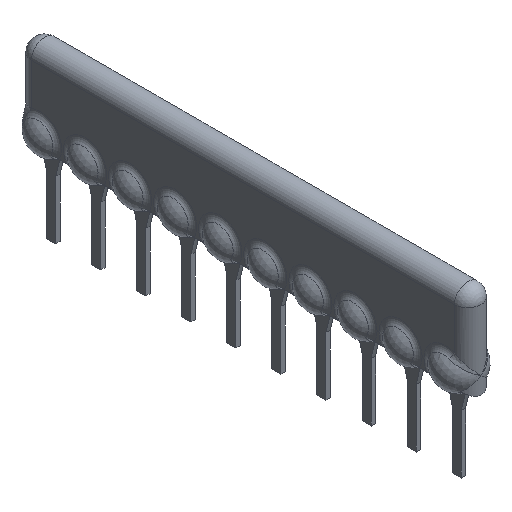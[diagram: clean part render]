
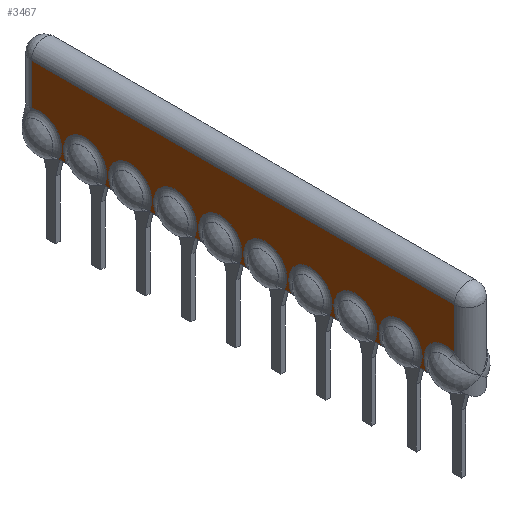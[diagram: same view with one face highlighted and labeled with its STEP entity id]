
A CAD part, isometric view. The second image highlights one B-rep face of the part: STEP entity #3467.
In plain terms, the highlighted planar face has unit normal (-1, 0, 0).
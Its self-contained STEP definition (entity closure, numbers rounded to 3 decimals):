
#172=CARTESIAN_POINT('',(-0.75,24.105,0.));
#173=DIRECTION('',(1.,0.,0.));
#174=DIRECTION('',(0.,0.407,0.914));
#175=AXIS2_PLACEMENT_3D('',#172,#173,#174);
#521=CARTESIAN_POINT('',(-0.75,0.75,
1.112));
#683=DIRECTION('',(0.,0.,-1.));
#684=VECTOR('',#683,2.353);
#685=CARTESIAN_POINT('',(-0.75,24.6,3.465));
#686=LINE('',#685,#684);
#687=DIRECTION('',(0.,0.,-1.));
#688=VECTOR('',#687,2.353);
#689=CARTESIAN_POINT('',(-0.75,0.75,3.465));
#690=LINE('',#689,#688);
#691=CARTESIAN_POINT('',(-0.75,1.245,0.));
#692=DIRECTION('',(1.,0.,0.));
#693=DIRECTION('',(0.,0.875,-0.484));
#694=AXIS2_PLACEMENT_3D('',#691,#692,#693);
#696=DIRECTION('',(0.,1.,0.));
#697=VECTOR('',#696,0.409);
#698=CARTESIAN_POINT('',(-0.75,2.311,-0.589));
#699=LINE('',#698,#697);
#700=DIRECTION('',(0.,1.,0.));
#701=VECTOR('',#700,0.409);
#702=CARTESIAN_POINT('',(-0.75,4.851,-0.589));
#703=LINE('',#702,#701);
#704=DIRECTION('',(0.,1.,0.));
#705=VECTOR('',#704,0.409);
#706=CARTESIAN_POINT('',(-0.75,7.391,-0.589));
#707=LINE('',#706,#705);
#708=DIRECTION('',(0.,1.,0.));
#709=VECTOR('',#708,0.409);
#710=CARTESIAN_POINT('',(-0.75,9.931,-0.589));
#711=LINE('',#710,#709);
#712=DIRECTION('',(0.,1.,0.));
#713=VECTOR('',#712,0.409);
#714=CARTESIAN_POINT('',(-0.75,12.471,-0.589));
#715=LINE('',#714,#713);
#716=DIRECTION('',(0.,1.,0.));
#717=VECTOR('',#716,0.409);
#718=CARTESIAN_POINT('',(-0.75,15.011,-0.589));
#719=LINE('',#718,#717);
#720=DIRECTION('',(0.,1.,0.));
#721=VECTOR('',#720,0.409);
#722=CARTESIAN_POINT('',(-0.75,17.551,-0.589));
#723=LINE('',#722,#721);
#724=DIRECTION('',(0.,1.,0.));
#725=VECTOR('',#724,0.409);
#726=CARTESIAN_POINT('',(-0.75,20.091,-0.589));
#727=LINE('',#726,#725);
#728=DIRECTION('',(0.,1.,0.));
#729=VECTOR('',#728,0.409);
#730=CARTESIAN_POINT('',(-0.75,22.631,-0.589));
#731=LINE('',#730,#729);
#742=DIRECTION('',(0.,1.,0.));
#743=VECTOR('',#742,23.85);
#744=CARTESIAN_POINT('',(-0.75,0.75,3.465));
#745=LINE('',#744,#743);
#756=CARTESIAN_POINT('',(-0.75,3.785,0.));
#757=DIRECTION('',(1.,0.,0.));
#758=DIRECTION('',(0.,0.875,-0.484));
#759=AXIS2_PLACEMENT_3D('',#756,#757,#758);
#912=CARTESIAN_POINT('',(-0.75,6.325,0.));
#913=DIRECTION('',(1.,0.,0.));
#914=DIRECTION('',(0.,0.875,-0.484));
#915=AXIS2_PLACEMENT_3D('',#912,#913,#914);
#1078=CARTESIAN_POINT('',(-0.75,8.865,0.));
#1079=DIRECTION('',(1.,0.,0.));
#1080=DIRECTION('',(0.,0.875,-0.484));
#1081=AXIS2_PLACEMENT_3D('',#1078,#1079,#1080);
#1239=CARTESIAN_POINT('',(-0.75,11.405,0.));
#1240=DIRECTION('',(1.,0.,0.));
#1241=DIRECTION('',(0.,0.875,-0.484));
#1242=AXIS2_PLACEMENT_3D('',#1239,#1240,#1241);
#1405=CARTESIAN_POINT('',(-0.75,13.945,0.));
#1406=DIRECTION('',(1.,0.,0.));
#1407=DIRECTION('',(0.,0.875,-0.484));
#1408=AXIS2_PLACEMENT_3D('',#1405,#1406,#1407);
#1463=CARTESIAN_POINT('',(-0.75,16.485,0.));
#1464=DIRECTION('',(1.,0.,0.));
#1465=DIRECTION('',(0.,0.875,-0.484));
#1466=AXIS2_PLACEMENT_3D('',#1463,#1464,#1465);
#1629=CARTESIAN_POINT('',(-0.75,19.025,0.));
#1630=DIRECTION('',(1.,0.,0.));
#1631=DIRECTION('',(0.,0.875,-0.484));
#1632=AXIS2_PLACEMENT_3D('',#1629,#1630,#1631);
#1795=CARTESIAN_POINT('',(-0.75,21.565,0.));
#1796=DIRECTION('',(1.,0.,0.));
#1797=DIRECTION('',(0.,0.875,-0.484));
#1798=AXIS2_PLACEMENT_3D('',#1795,#1796,#1797);
#2136=CARTESIAN_POINT('',(-0.75,0.75,3.465));
#2138=VERTEX_POINT('',#2136);
#2141=VERTEX_POINT('',#521);
#2144=CARTESIAN_POINT('',(-0.75,2.311,-0.589));
#2145=VERTEX_POINT('',#2144);
#2163=CARTESIAN_POINT('',(-0.75,4.851,-0.589));
#2164=CARTESIAN_POINT('',(-0.75,5.259,-0.589));
#2165=VERTEX_POINT('',#2163);
#2166=VERTEX_POINT('',#2164);
#2171=CARTESIAN_POINT('',(-0.75,2.719,-0.589));
#2172=VERTEX_POINT('',#2171);
#2183=CARTESIAN_POINT('',(-0.75,7.391,-0.589));
#2184=CARTESIAN_POINT('',(-0.75,7.799,-0.589));
#2185=VERTEX_POINT('',#2183);
#2186=VERTEX_POINT('',#2184);
#2187=CARTESIAN_POINT('',(-0.75,9.931,-0.589));
#2188=CARTESIAN_POINT('',(-0.75,10.339,-0.589));
#2189=VERTEX_POINT('',#2187);
#2190=VERTEX_POINT('',#2188);
#2191=CARTESIAN_POINT('',(-0.75,12.471,-0.589));
#2192=CARTESIAN_POINT('',(-0.75,12.879,-0.589));
#2193=VERTEX_POINT('',#2191);
#2194=VERTEX_POINT('',#2192);
#2195=CARTESIAN_POINT('',(-0.75,15.011,-0.589));
#2196=CARTESIAN_POINT('',(-0.75,15.419,-0.589));
#2197=VERTEX_POINT('',#2195);
#2198=VERTEX_POINT('',#2196);
#2199=CARTESIAN_POINT('',(-0.75,17.551,-0.589));
#2200=CARTESIAN_POINT('',(-0.75,17.959,-0.589));
#2201=VERTEX_POINT('',#2199);
#2202=VERTEX_POINT('',#2200);
#2203=CARTESIAN_POINT('',(-0.75,20.091,-0.589));
#2204=CARTESIAN_POINT('',(-0.75,20.499,-0.589));
#2205=VERTEX_POINT('',#2203);
#2206=VERTEX_POINT('',#2204);
#2207=CARTESIAN_POINT('',(-0.75,22.631,-0.589));
#2208=CARTESIAN_POINT('',(-0.75,23.039,-0.589));
#2209=VERTEX_POINT('',#2207);
#2210=VERTEX_POINT('',#2208);
#2543=CARTESIAN_POINT('',(-0.75,24.6,3.465));
#2544=CARTESIAN_POINT('',(-0.75,24.6,1.112));
#2545=VERTEX_POINT('',#2543);
#2546=VERTEX_POINT('',#2544);
#3429=CARTESIAN_POINT('',(-0.75,0.,-0.589));
#3430=DIRECTION('',(-1.,0.,0.));
#3431=DIRECTION('',(0.,0.,1.));
#3432=AXIS2_PLACEMENT_3D('',#3429,#3430,#3431);
#3433=PLANE('',#3432);
#3434=ORIENTED_EDGE('',*,*,#2762,.F.);
#3436=ORIENTED_EDGE('',*,*,#3435,.F.);
#3437=ORIENTED_EDGE('',*,*,#3210,.T.);
#3438=ORIENTED_EDGE('',*,*,#3420,.F.);
#3439=ORIENTED_EDGE('',*,*,#3018,.T.);
#3441=ORIENTED_EDGE('',*,*,#3440,.F.);
#3442=ORIENTED_EDGE('',*,*,#3002,.T.);
#3444=ORIENTED_EDGE('',*,*,#3443,.F.);
#3445=ORIENTED_EDGE('',*,*,#3177,.T.);
#3447=ORIENTED_EDGE('',*,*,#3446,.F.);
#3448=ORIENTED_EDGE('',*,*,#3147,.T.);
#3450=ORIENTED_EDGE('',*,*,#3449,.F.);
#3451=ORIENTED_EDGE('',*,*,#3125,.T.);
#3453=ORIENTED_EDGE('',*,*,#3452,.F.);
#3454=ORIENTED_EDGE('',*,*,#3103,.T.);
#3456=ORIENTED_EDGE('',*,*,#3455,.F.);
#3457=ORIENTED_EDGE('',*,*,#3080,.T.);
#3459=ORIENTED_EDGE('',*,*,#3458,.F.);
#3460=ORIENTED_EDGE('',*,*,#3057,.T.);
#3462=ORIENTED_EDGE('',*,*,#3461,.F.);
#3463=ORIENTED_EDGE('',*,*,#3037,.T.);
#3464=ORIENTED_EDGE('',*,*,#2862,.F.);
#3465=EDGE_LOOP('',(#3434,#3436,#3437,#3438,#3439,#3441,#3442,#3444,#3445,#3447,
#3448,#3450,#3451,#3453,#3454,#3456,#3457,#3459,#3460,#3462,#3463,#3464));
#3466=FACE_OUTER_BOUND('',#3465,.F.);
#176=CIRCLE('',#175,1.218);
#695=CIRCLE('',#694,1.218);
#760=CIRCLE('',#759,1.218);
#916=CIRCLE('',#915,1.218);
#1082=CIRCLE('',#1081,1.218);
#1243=CIRCLE('',#1242,1.218);
#1409=CIRCLE('',#1408,1.218);
#1467=CIRCLE('',#1466,1.218);
#1633=CIRCLE('',#1632,1.218);
#1799=CIRCLE('',#1798,1.218);
#2762=EDGE_CURVE('',#2545,#2546,#686,.T.);
#2862=EDGE_CURVE('',#2546,#2210,#176,.T.);
#3002=EDGE_CURVE('',#2165,#2166,#703,.T.);
#3018=EDGE_CURVE('',#2145,#2172,#699,.T.);
#3037=EDGE_CURVE('',#2209,#2210,#731,.T.);
#3057=EDGE_CURVE('',#2205,#2206,#727,.T.);
#3080=EDGE_CURVE('',#2201,#2202,#723,.T.);
#3103=EDGE_CURVE('',#2197,#2198,#719,.T.);
#3125=EDGE_CURVE('',#2193,#2194,#715,.T.);
#3147=EDGE_CURVE('',#2189,#2190,#711,.T.);
#3177=EDGE_CURVE('',#2185,#2186,#707,.T.);
#3210=EDGE_CURVE('',#2138,#2141,#690,.T.);
#3420=EDGE_CURVE('',#2145,#2141,#695,.T.);
#3435=EDGE_CURVE('',#2138,#2545,#745,.T.);
#3440=EDGE_CURVE('',#2165,#2172,#760,.T.);
#3443=EDGE_CURVE('',#2185,#2166,#916,.T.);
#3446=EDGE_CURVE('',#2189,#2186,#1082,.T.);
#3449=EDGE_CURVE('',#2193,#2190,#1243,.T.);
#3452=EDGE_CURVE('',#2197,#2194,#1409,.T.);
#3455=EDGE_CURVE('',#2201,#2198,#1467,.T.);
#3458=EDGE_CURVE('',#2205,#2202,#1633,.T.);
#3461=EDGE_CURVE('',#2209,#2206,#1799,.T.);
#3467=ADVANCED_FACE('',(#3466),#3433,.T.);
